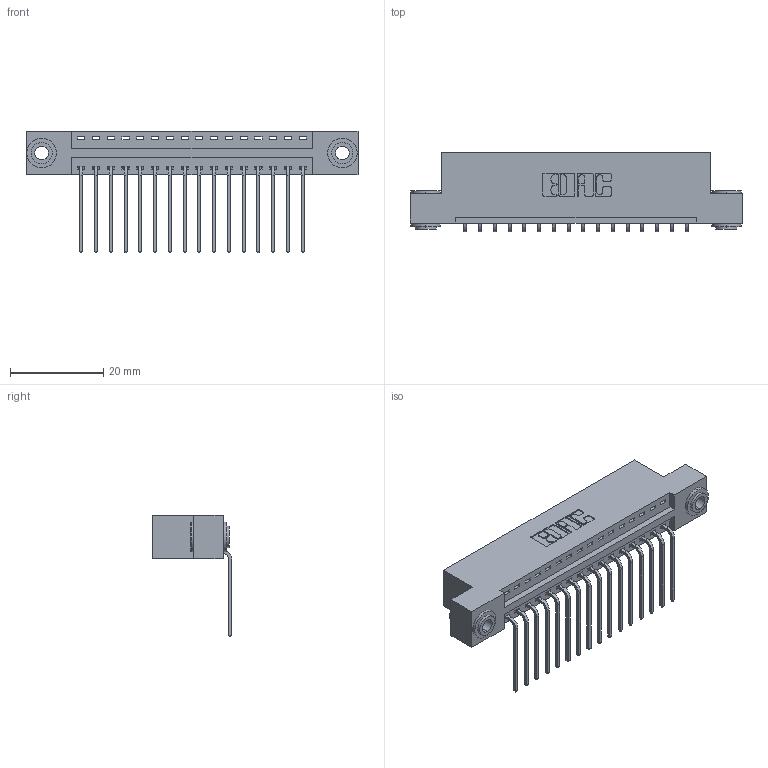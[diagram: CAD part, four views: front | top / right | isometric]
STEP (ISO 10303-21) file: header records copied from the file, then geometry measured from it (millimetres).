
FILE_DESCRIPTION (( 'STEP AP203' ), '1' );
FILE_NAME ('346-016-559-103.STEP', '2022-05-05T11:07:33', ( '' ), ( '' ), 'SwSTEP 2.0', 'SolidWorks 2020', '' );
FILE_SCHEMA (( 'CONFIG_CONTROL_DESIGN' ));
Length unit declared in the file: inch
Products named in the file (4): 345-292-001_558 559 Tail - 1; 346 Part_Flush Mounting Lugs - 0.156 Dia-TH; 346-016-559-103; 345-250-002_345-250-002-102
Assembly tree (19 placements, depth 2):
  346-016-559-103
    346 Part_Flush Mounting Lugs - 0.156 Dia-TH
    345-292-001_558 559 Tail - 1  x16
    345-250-002_345-250-002-102  x2
Bounding box: 71.37 x 17.08 x 26.16 mm (x, y, z)
Volume: 6707.5 mm3; surface area: 8672.5 mm2
Topology: 19 solids, 19 shells, 1134 faces, 3353 edges, 2210 vertices
Faces by surface type: plane 772, cylinder 354, cone 8
Entity records: 14580 total; most frequent: CARTESIAN_POINT 2489, ORIENTED_EDGE 2430, DIRECTION 2257, EDGE_CURVE 1215, VECTOR 995, LINE 995, VERTEX_POINT 806, AXIS2_PLACEMENT_3D 631
